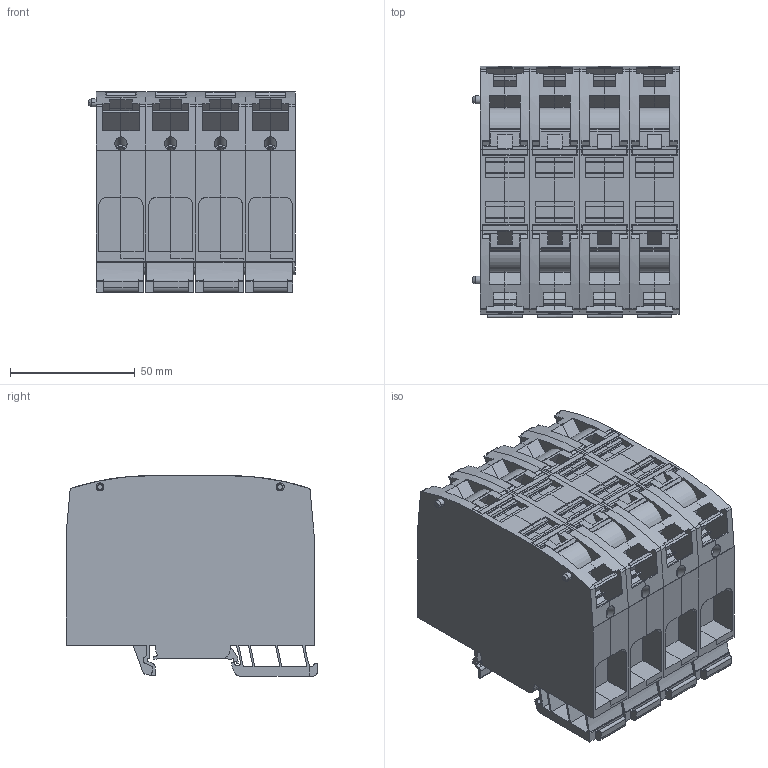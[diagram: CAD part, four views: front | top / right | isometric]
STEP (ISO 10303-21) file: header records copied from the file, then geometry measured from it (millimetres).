
FILE_DESCRIPTION(('CATIA V5 STEP Exchange','CAx-IF Rec.Pracs.--- Model Styling and Organization---1.4--- 2014-01-23'),'2;1');
FILE_NAME ('1103922-4_2', '2020-01-20T07:21:54+00:00', ('none'), ('Weidmueller'), 'CATIA Version 5-6 Release 2016 SP3 HF44', 'CATIA V5 STEP AP214', 'none');
FILE_SCHEMA(('AUTOMOTIVE_DESIGN { 1 0 10303 214 1 1 1 1 }'));
Products named in the file (1): 2663310000_A2C_50-70_3FT-FE
Bounding box: 83 x 100.97 x 80.45 mm (x, y, z)
Volume: 498185.9 mm3; surface area: 185835.7 mm2
Topology: 24 solids, 24 shells, 2100 faces, 6374 edges, 4354 vertices
Faces by surface type: plane 1416, cylinder 512, extrusion 100, cone 72
Entity records: 72467 total; most frequent: CARTESIAN_POINT 17015, ORIENTED_EDGE 12748, DIRECTION 9432, EDGE_CURVE 6374, VECTOR 4784, LINE 4684, VERTEX_POINT 4354, AXIS2_PLACEMENT_3D 2917
